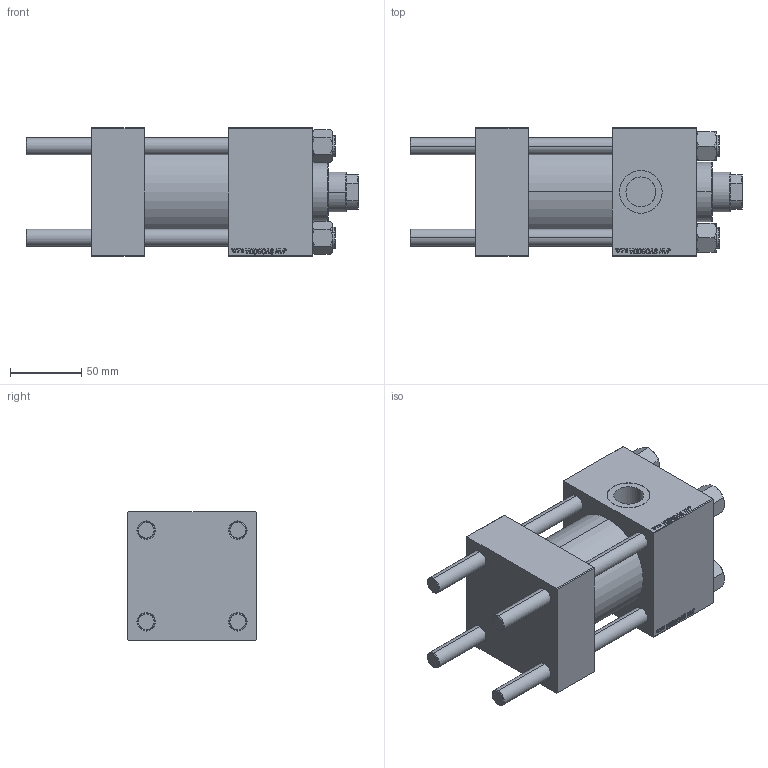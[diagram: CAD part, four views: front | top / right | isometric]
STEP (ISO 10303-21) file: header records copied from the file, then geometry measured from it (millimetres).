
FILE_DESCRIPTION (( 'STEP AP203' ), '1' );
FILE_NAME ('e813.STEP', '2023-08-23T02:36:31', ( '' ), ( '' ), 'SwSTEP 2.0', 'SolidWorks 2019', '' );
FILE_SCHEMA (( 'CONFIG_CONTROL_DESIGN' ));
Length unit declared in the file: millimetre
Products named in the file (6): CR025_012_A_0_G_A_G_M_020_+#_##_TYCINKA c4dc21a78c523542dc1b9b78979463d6; e813; V215CR_VCP c4dc21a78c523542dc1b9b78979463d6; V215CR_BODY_A c4dc21a78c523542dc1b9b78979463d6; NUT_M5 c4dc21a78c523542dc1b9b78979463d6; V215_VC_A c4dc21a78c523542dc1b9b78979463d6
Assembly tree (11 placements, depth 2):
  e813
    V215CR_BODY_A c4dc21a78c523542dc1b9b78979463d6
    CR025_012_A_0_G_A_G_M_020_+#_##_TYCINKA c4dc21a78c523542dc1b9b78979463d6  x4
    NUT_M5 c4dc21a78c523542dc1b9b78979463d6  x4
    V215CR_VCP c4dc21a78c523542dc1b9b78979463d6
    V215_VC_A c4dc21a78c523542dc1b9b78979463d6
Bounding box: 233 x 90 x 90 mm (x, y, z)
Volume: 980316.4 mm3; surface area: 195682.5 mm2
Topology: 11 solids, 11 shells, 1134 faces, 2853 edges, 1850 vertices
Faces by surface type: plane 519, bspline 392, cone 136, cylinder 79, torus 8
Entity records: 49821 total; most frequent: CARTESIAN_POINT 26970, ORIENTED_EDGE 5198, DIRECTION 3239, EDGE_CURVE 2599, VERTEX_POINT 1706, LINE 1585, VECTOR 1585, EDGE_LOOP 1143
